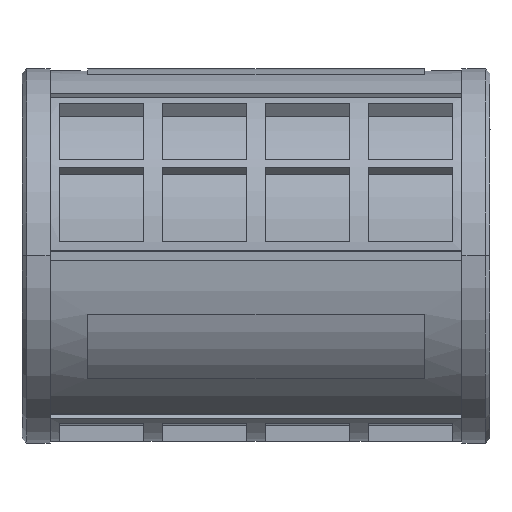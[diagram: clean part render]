
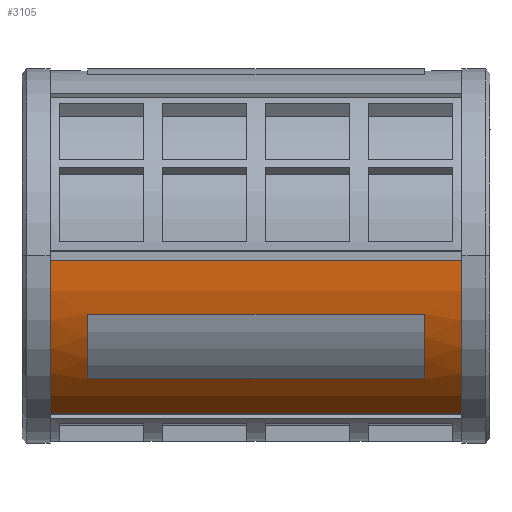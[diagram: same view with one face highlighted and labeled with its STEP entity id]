
A CAD part, top view. The second image highlights one B-rep face of the part: STEP entity #3105.
In plain terms, the highlighted cylindrical face has radius 19.8 mm (diameter 39.6 mm), a partial arc.
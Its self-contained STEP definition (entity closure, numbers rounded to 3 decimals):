
#1334 = VERTEX_POINT ( 'NONE', #26032 ) ;
#1970 = DIRECTION ( 'NONE',  ( -1., 0., 0. ) ) ;
#2005 = AXIS2_PLACEMENT_3D ( 'NONE', #15896, #1970, #6628 ) ;
#2025 = CARTESIAN_POINT ( 'NONE',  ( 18., -13.16, 14.794 ) ) ;
#2452 = EDGE_CURVE ( 'NONE', #4253, #18793, #13017, .T. ) ;
#3051 = EDGE_CURVE ( 'NONE', #4253, #15005, #29236, .T. ) ;
#3105 = ADVANCED_FACE ( 'NONE', ( #17612, #17240 ), #5239, .T. ) ;
#3811 = CARTESIAN_POINT ( 'NONE',  ( -22., -0.5, 19.794 ) ) ;
#4253 = VERTEX_POINT ( 'NONE', #2025 ) ;
#5239 = CYLINDRICAL_SURFACE ( 'NONE', #12780, 19.8 ) ;
#5549 = VERTEX_POINT ( 'NONE', #14810 ) ;
#5614 = VECTOR ( 'NONE', #22841, 1000. ) ;
#5691 = CARTESIAN_POINT ( 'NONE',  ( 22., -16.892, 10.33 ) ) ;
#5976 = CARTESIAN_POINT ( 'NONE',  ( -25.767, -0.5, 19.794 ) ) ;
#6011 = LINE ( 'NONE', #22716, #20978 ) ;
#6513 = EDGE_LOOP ( 'NONE', ( #8674, #13256, #8010, #21394 ) ) ;
#6571 = CARTESIAN_POINT ( 'NONE',  ( 18., 0., 0. ) ) ;
#6628 = DIRECTION ( 'NONE',  ( 0., 0., 1. ) ) ;
#6770 = DIRECTION ( 'NONE',  ( -1., 0., 0. ) ) ;
#7464 = ORIENTED_EDGE ( 'NONE', *, *, #3051, .F. ) ;
#8010 = ORIENTED_EDGE ( 'NONE', *, *, #24750, .F. ) ;
#8674 = ORIENTED_EDGE ( 'NONE', *, *, #12102, .F. ) ;
#9160 = DIRECTION ( 'NONE',  ( -1., 0., 0. ) ) ;
#10109 = EDGE_CURVE ( 'NONE', #25025, #1334, #17452, .T. ) ;
#11025 = CARTESIAN_POINT ( 'NONE',  ( -18., 0., 0. ) ) ;
#11871 = VECTOR ( 'NONE', #19930, 1000. ) ;
#12098 = CIRCLE ( 'NONE', #18399, 19.8 ) ;
#12102 = EDGE_CURVE ( 'NONE', #12226, #1334, #18058, .T. ) ;
#12226 = VERTEX_POINT ( 'NONE', #3811 ) ;
#12780 = AXIS2_PLACEMENT_3D ( 'NONE', #16151, #6770, #18285 ) ;
#13017 = LINE ( 'NONE', #25598, #29413 ) ;
#13256 = ORIENTED_EDGE ( 'NONE', *, *, #20928, .F. ) ;
#14810 = CARTESIAN_POINT ( 'NONE',  ( -18., -6.232, 18.794 ) ) ;
#15005 = VERTEX_POINT ( 'NONE', #18515 ) ;
#15435 = CARTESIAN_POINT ( 'NONE',  ( -18., -13.16, 14.794 ) ) ;
#15738 = DIRECTION ( 'NONE',  ( -1., 0., 0. ) ) ;
#15896 = CARTESIAN_POINT ( 'NONE',  ( 22., 0., 0. ) ) ;
#16151 = CARTESIAN_POINT ( 'NONE',  ( -25.767, 0., 0. ) ) ;
#17240 = FACE_OUTER_BOUND ( 'NONE', #6513, .T. ) ;
#17452 = CIRCLE ( 'NONE', #2005, 19.8 ) ;
#17612 = FACE_BOUND ( 'NONE', #28027, .T. ) ;
#17856 = CIRCLE ( 'NONE', #18045, 19.8 ) ;
#18045 = AXIS2_PLACEMENT_3D ( 'NONE', #11025, #18461, #22852 ) ;
#18058 = LINE ( 'NONE', #5976, #11871 ) ;
#18285 = DIRECTION ( 'NONE',  ( 0., 0., 1. ) ) ;
#18399 = AXIS2_PLACEMENT_3D ( 'NONE', #23551, #28105, #25666 ) ;
#18461 = DIRECTION ( 'NONE',  ( -1., 0., 0. ) ) ;
#18515 = CARTESIAN_POINT ( 'NONE',  ( 18., -6.232, 18.794 ) ) ;
#18793 = VERTEX_POINT ( 'NONE', #15435 ) ;
#19249 = EDGE_CURVE ( 'NONE', #15005, #5549, #26784, .T. ) ;
#19440 = AXIS2_PLACEMENT_3D ( 'NONE', #6571, #15738, #29770 ) ;
#19930 = DIRECTION ( 'NONE',  ( 1., 0., 0. ) ) ;
#20928 = EDGE_CURVE ( 'NONE', #27954, #12226, #12098, .T. ) ;
#20978 = VECTOR ( 'NONE', #9160, 1000. ) ;
#21394 = ORIENTED_EDGE ( 'NONE', *, *, #10109, .T. ) ;
#22449 = ORIENTED_EDGE ( 'NONE', *, *, #19249, .F. ) ;
#22603 = EDGE_CURVE ( 'NONE', #18793, #5549, #17856, .T. ) ;
#22716 = CARTESIAN_POINT ( 'NONE',  ( -25.767, -16.892, 10.33 ) ) ;
#22841 = DIRECTION ( 'NONE',  ( -1., 0., 0. ) ) ;
#22852 = DIRECTION ( 'NONE',  ( 0., 0., 1. ) ) ;
#23551 = CARTESIAN_POINT ( 'NONE',  ( -22., 0., 0. ) ) ;
#24750 = EDGE_CURVE ( 'NONE', #25025, #27954, #6011, .T. ) ;
#25025 = VERTEX_POINT ( 'NONE', #5691 ) ;
#25598 = CARTESIAN_POINT ( 'NONE',  ( 18., -13.16, 14.794 ) ) ;
#25666 = DIRECTION ( 'NONE',  ( 0., 0., 1. ) ) ;
#26032 = CARTESIAN_POINT ( 'NONE',  ( 22., -0.5, 19.794 ) ) ;
#26299 = CARTESIAN_POINT ( 'NONE',  ( -22., -16.892, 10.33 ) ) ;
#26784 = LINE ( 'NONE', #27499, #5614 ) ;
#26806 = ORIENTED_EDGE ( 'NONE', *, *, #2452, .T. ) ;
#27499 = CARTESIAN_POINT ( 'NONE',  ( 18., -6.232, 18.794 ) ) ;
#27954 = VERTEX_POINT ( 'NONE', #26299 ) ;
#28027 = EDGE_LOOP ( 'NONE', ( #7464, #26806, #29635, #22449 ) ) ;
#28029 = DIRECTION ( 'NONE',  ( -1., 0., 0. ) ) ;
#28105 = DIRECTION ( 'NONE',  ( -1., 0., 0. ) ) ;
#29236 = CIRCLE ( 'NONE', #19440, 19.8 ) ;
#29413 = VECTOR ( 'NONE', #28029, 1000. ) ;
#29635 = ORIENTED_EDGE ( 'NONE', *, *, #22603, .T. ) ;
#29770 = DIRECTION ( 'NONE',  ( 0., 0., 1. ) ) ;
